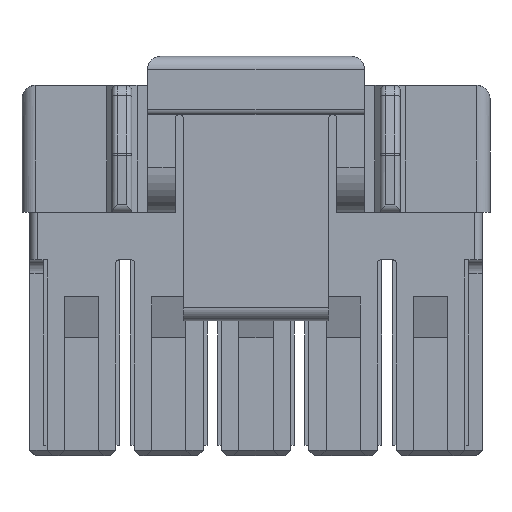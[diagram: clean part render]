
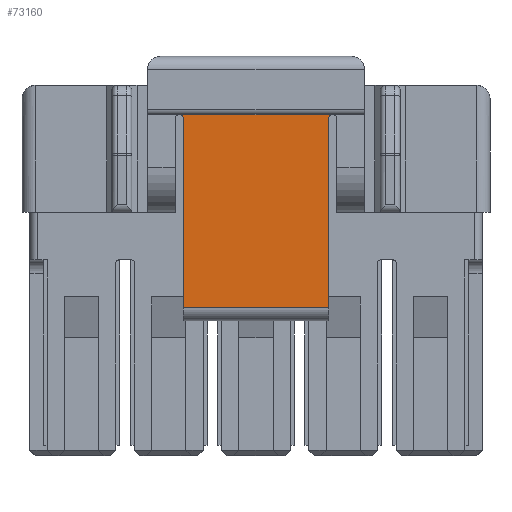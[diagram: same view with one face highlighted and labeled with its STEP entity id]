
A CAD part, front view. The second image highlights one B-rep face of the part: STEP entity #73160.
In plain terms, the highlighted planar face has unit normal (0, -1, -0.013).
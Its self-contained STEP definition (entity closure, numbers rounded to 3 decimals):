
#66120=CARTESIAN_POINT('',(2.9,-4.35,12.9));
#66130=VERTEX_POINT('',#66120);
#66160=CARTESIAN_POINT('',(-47.543,-4.35,12.9));
#66170=DIRECTION('',(-1.,0.,-0.));
#66180=VECTOR('',#66170,1.);
#66190=LINE('',#66160,#66180);
#66200=CARTESIAN_POINT('',(-2.9,-4.35,12.9));
#66210=VERTEX_POINT('',#66200);
#66220=EDGE_CURVE('',#66130,#66210,#66190,.T.);
#67220=CARTESIAN_POINT('',(2.75,-4.348,
12.75));
#67230=CARTESIAN_POINT('',(2.75,-4.35,12.9));
#67240=CARTESIAN_POINT('',(2.9,-4.35,12.9));
#67250=(BOUNDED_CURVE() B_SPLINE_CURVE(2,(#67220,#67230,#67240),
.UNSPECIFIED.,.F.,.F.) B_SPLINE_CURVE_WITH_KNOTS((3,3),(0.,1.),
.UNSPECIFIED.) CURVE() GEOMETRIC_REPRESENTATION_ITEM() 
RATIONAL_B_SPLINE_CURVE((1.,0.707,1.)) REPRESENTATION_ITEM(
''));
#67260=CARTESIAN_POINT('',(2.75,-4.348,12.75));
#67270=VERTEX_POINT('',#67260);
#67280=EDGE_CURVE('',#67270,#66130,#67250,.T.);
#68150=CARTESIAN_POINT('',(2.75,-4.256,
5.594));
#68160=VERTEX_POINT('',#68150);
#68190=CARTESIAN_POINT('',(2.75,-4.174,
-0.848));
#68200=DIRECTION('',(0.,0.013,-1.));
#68210=VECTOR('',#68200,1.);
#68220=LINE('',#68190,#68210);
#68230=EDGE_CURVE('',#67270,#68160,#68220,.T.);
#72590=CARTESIAN_POINT('',(-2.9,-4.35,12.9));
#72600=CARTESIAN_POINT('',(-2.75,-4.35,12.9));
#72610=CARTESIAN_POINT('',(-2.75,-4.348,
12.75));
#72620=(BOUNDED_CURVE() B_SPLINE_CURVE(2,(#72590,#72600,#72610),
.UNSPECIFIED.,.F.,.F.) B_SPLINE_CURVE_WITH_KNOTS((3,3),(0.,1.),
.UNSPECIFIED.) CURVE() GEOMETRIC_REPRESENTATION_ITEM() 
RATIONAL_B_SPLINE_CURVE((1.,0.707,1.)) REPRESENTATION_ITEM(
''));
#72630=CARTESIAN_POINT('',(-2.75,-4.348,12.75));
#72640=VERTEX_POINT('',#72630);
#72650=EDGE_CURVE('',#66210,#72640,#72620,.T.);
#72910=CARTESIAN_POINT('',(3.053,-4.254,
5.403));
#72920=DIRECTION('',(0.,-1.,-0.013));
#72930=DIRECTION('',(0.,0.013,-1.));
#72940=AXIS2_PLACEMENT_3D('',#72910,#72920,#72930);
#72950=PLANE('',#72940);
#72960=ORIENTED_EDGE('',*,*,#67280,.T.);
#72970=ORIENTED_EDGE('',*,*,#68230,.F.);
#72980=CARTESIAN_POINT('',(2.75,-4.256,
5.594));
#72990=DIRECTION('',(-1.,0.,0.));
#73000=VECTOR('',#72990,1.);
#73010=LINE('',#72980,#73000);
#73020=CARTESIAN_POINT('',(-2.75,-4.256,
5.594));
#73030=VERTEX_POINT('',#73020);
#73040=EDGE_CURVE('',#68160,#73030,#73010,.T.);
#73050=ORIENTED_EDGE('',*,*,#73040,.F.);
#73060=CARTESIAN_POINT('',(-2.75,-4.174,
-0.848));
#73070=DIRECTION('',(0.,-0.013,1.));
#73080=VECTOR('',#73070,1.);
#73090=LINE('',#73060,#73080);
#73100=EDGE_CURVE('',#73030,#72640,#73090,.T.);
#73110=ORIENTED_EDGE('',*,*,#73100,.F.);
#73120=ORIENTED_EDGE('',*,*,#72650,.T.);
#73130=ORIENTED_EDGE('',*,*,#66220,.T.);
#73140=EDGE_LOOP('',(#73130,#73120,#73110,#73050,#72970,#72960));
#73150=FACE_OUTER_BOUND('',#73140,.T.);
#73160=ADVANCED_FACE('',(#73150),#72950,.T.);
